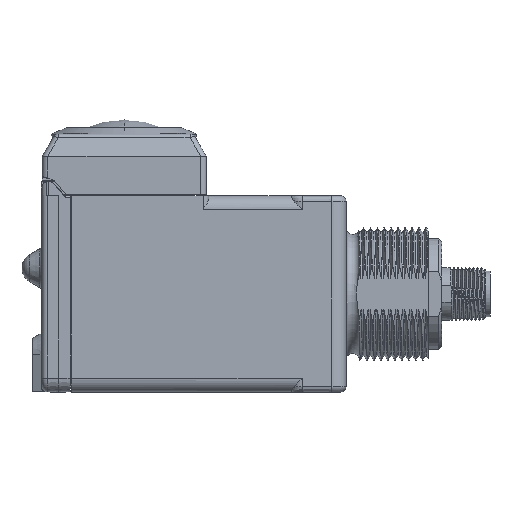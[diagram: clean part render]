
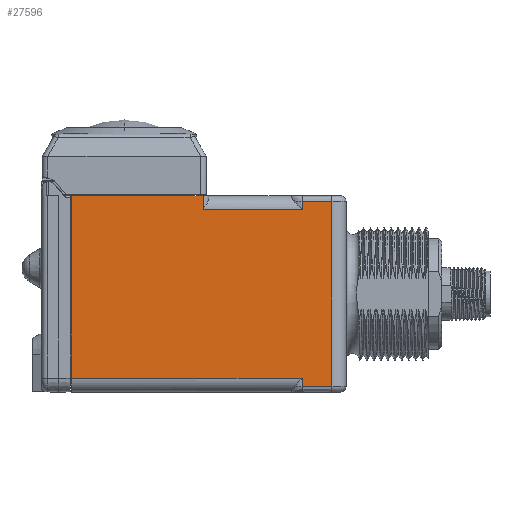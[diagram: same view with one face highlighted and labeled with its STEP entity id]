
A CAD part, left-side view. The second image highlights one B-rep face of the part: STEP entity #27596.
In plain terms, the highlighted planar face has unit normal (-1, 0, 0).
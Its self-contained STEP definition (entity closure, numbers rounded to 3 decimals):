
#242=DIRECTION('',(0.,1.,0.));
#243=VECTOR('',#242,29.84);
#244=CARTESIAN_POINT('',(-22.225,-27.05,22.225));
#245=LINE('',#244,#243);
#6859=DIRECTION('',(0.,0.,1.));
#6860=VECTOR('',#6859,41.27);
#6861=CARTESIAN_POINT('',(-22.225,2.79,-19.045));
#6862=LINE('',#6861,#6860);
#6863=DIRECTION('',(0.,0.,1.));
#6864=VECTOR('',#6863,3.18);
#6865=CARTESIAN_POINT('',(-22.225,-27.05,19.045));
#6866=LINE('',#6865,#6864);
#6867=DIRECTION('',(0.,0.,-1.));
#6868=VECTOR('',#6867,1.91);
#6869=CARTESIAN_POINT('',(-22.225,-49.53,
20.955));
#6870=LINE('',#6869,#6868);
#6871=CARTESIAN_POINT('',(-22.225,-49.53,
20.955));
#6872=CARTESIAN_POINT('',(-22.225,-49.897,
20.952));
#6873=CARTESIAN_POINT('',(-22.225,-50.665,
20.957));
#6874=CARTESIAN_POINT('',(-22.225,-51.916,
20.955));
#6875=CARTESIAN_POINT('',(-22.225,-53.259,
20.955));
#6876=CARTESIAN_POINT('',(-22.225,-54.698,
20.955));
#6877=CARTESIAN_POINT('',(-22.225,-55.728,20.955));
#6878=CARTESIAN_POINT('',(-22.225,-56.26,20.955));
#6880=DIRECTION('',(0.,0.,-1.));
#6881=VECTOR('',#6880,41.91);
#6882=CARTESIAN_POINT('',(-22.225,-56.26,20.955));
#6883=LINE('',#6882,#6881);
#6884=CARTESIAN_POINT('',(-22.225,-56.26,-20.955));
#6885=CARTESIAN_POINT('',(-22.225,-55.809,-20.955));
#6886=CARTESIAN_POINT('',(-22.225,-54.935,
-20.955));
#6887=CARTESIAN_POINT('',(-22.225,-53.704,
-20.955));
#6888=CARTESIAN_POINT('',(-22.225,-52.549,
-20.955));
#6889=CARTESIAN_POINT('',(-22.225,-51.467,
-20.954));
#6890=CARTESIAN_POINT('',(-22.225,-50.454,
-20.957));
#6891=CARTESIAN_POINT('',(-22.225,-49.83,
-20.953));
#6892=CARTESIAN_POINT('',(-22.225,-49.53,
-20.955));
#6894=DIRECTION('',(0.,0.,-1.));
#6895=VECTOR('',#6894,1.91);
#6896=CARTESIAN_POINT('',(-22.225,-49.53,-19.045));
#6897=LINE('',#6896,#6895);
#6923=DIRECTION('',(0.,1.,0.));
#6924=VECTOR('',#6923,22.48);
#6925=CARTESIAN_POINT('',(-22.225,-49.53,19.045));
#6926=LINE('',#6925,#6924);
#7150=DIRECTION('',(0.,-1.,0.));
#7151=VECTOR('',#7150,52.32);
#7152=CARTESIAN_POINT('',(-22.225,2.79,-19.045));
#7153=LINE('',#7152,#7151);
#7168=CARTESIAN_POINT('',(-22.225,-49.53,-19.045));
#16570=CARTESIAN_POINT('',(-22.225,2.79,-19.045));
#16571=CARTESIAN_POINT('',(-22.225,2.79,22.225));
#16572=VERTEX_POINT('',#16570);
#16573=VERTEX_POINT('',#16571);
#16642=CARTESIAN_POINT('',(-22.225,-56.26,20.955));
#16643=VERTEX_POINT('',#16642);
#16645=VERTEX_POINT('',#6871);
#16648=VERTEX_POINT('',#6884);
#16649=VERTEX_POINT('',#6892);
#16668=CARTESIAN_POINT('',(-22.225,-49.53,19.045));
#16669=VERTEX_POINT('',#16668);
#16673=VERTEX_POINT('',#7168);
#16724=CARTESIAN_POINT('',(-22.225,-27.05,22.225));
#16726=VERTEX_POINT('',#16724);
#16730=CARTESIAN_POINT('',(-22.225,-27.05,19.045));
#16731=VERTEX_POINT('',#16730);
#27571=CARTESIAN_POINT('',(-22.225,-59.44,-22.225));
#27572=DIRECTION('',(-1.,0.,0.));
#27573=DIRECTION('',(0.,0.,1.));
#27574=AXIS2_PLACEMENT_3D('',#27571,#27572,#27573);
#27575=PLANE('',#27574);
#27576=ORIENTED_EDGE('',*,*,#18958,.T.);
#27577=ORIENTED_EDGE('',*,*,#18769,.F.);
#27579=ORIENTED_EDGE('',*,*,#27578,.F.);
#27581=ORIENTED_EDGE('',*,*,#27580,.F.);
#27583=ORIENTED_EDGE('',*,*,#27582,.F.);
#27585=ORIENTED_EDGE('',*,*,#27584,.T.);
#27587=ORIENTED_EDGE('',*,*,#27586,.T.);
#27589=ORIENTED_EDGE('',*,*,#27588,.T.);
#27591=ORIENTED_EDGE('',*,*,#27590,.F.);
#27593=ORIENTED_EDGE('',*,*,#27592,.F.);
#27594=EDGE_LOOP('',(#27576,#27577,#27579,#27581,#27583,#27585,#27587,#27589,
#27591,#27593));
#27595=FACE_OUTER_BOUND('',#27594,.F.);
#27596=ADVANCED_FACE('',(#27595),#27575,.T.);
#6879=B_SPLINE_CURVE_WITH_KNOTS('',3,(#6871,#6872,#6873,#6874,#6875,#6876,#6877,
#6878),.UNSPECIFIED.,.F.,.F.,(4,1,1,1,1,4),(0.,0.2,0.4,0.6,0.8,1.),
.UNSPECIFIED.);
#6893=B_SPLINE_CURVE_WITH_KNOTS('',3,(#6884,#6885,#6886,#6887,#6888,#6889,#6890,
#6891,#6892),.UNSPECIFIED.,.F.,.F.,(4,1,1,1,1,1,4),(0.,0.167,
0.333,0.5,0.667,0.833,1.),
.UNSPECIFIED.);
#18769=EDGE_CURVE('',#16726,#16573,#245,.T.);
#18958=EDGE_CURVE('',#16572,#16573,#6862,.T.);
#27578=EDGE_CURVE('',#16731,#16726,#6866,.T.);
#27580=EDGE_CURVE('',#16669,#16731,#6926,.T.);
#27582=EDGE_CURVE('',#16645,#16669,#6870,.T.);
#27584=EDGE_CURVE('',#16645,#16643,#6879,.T.);
#27586=EDGE_CURVE('',#16643,#16648,#6883,.T.);
#27588=EDGE_CURVE('',#16648,#16649,#6893,.T.);
#27590=EDGE_CURVE('',#16673,#16649,#6897,.T.);
#27592=EDGE_CURVE('',#16572,#16673,#7153,.T.);
